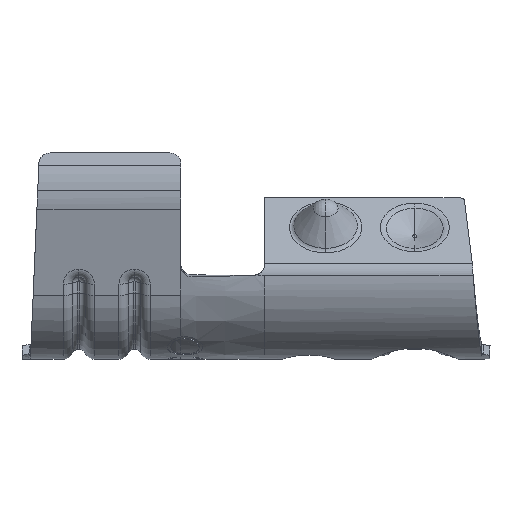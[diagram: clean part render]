
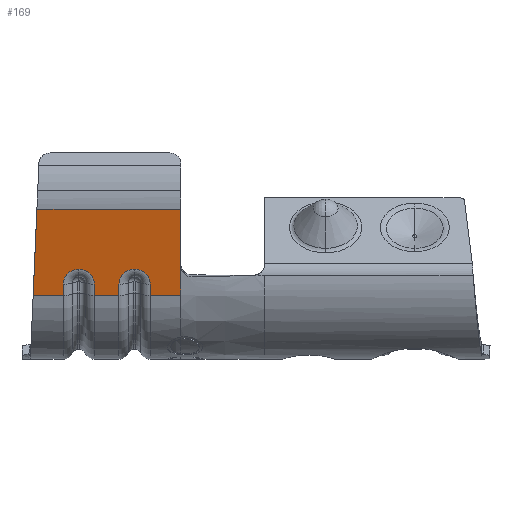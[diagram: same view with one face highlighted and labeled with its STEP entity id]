
A CAD part, top view. The second image highlights one B-rep face of the part: STEP entity #169.
In plain terms, the highlighted planar face has unit normal (0, -0.238, 0.971).
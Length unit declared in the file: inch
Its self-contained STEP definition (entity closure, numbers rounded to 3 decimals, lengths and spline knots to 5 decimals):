
#9 = CIRCLE ( 'NONE', #9153, 0.02796 ) ;
#15 = EDGE_CURVE ( 'NONE', #6521, #8307, #5619, .T. ) ;
#22 = CARTESIAN_POINT ( 'NONE',  ( -0.623, -0.02091, 0.15055 ) ) ;
#153 = EDGE_CURVE ( 'NONE', #7701, #8956, #2675, .T. ) ;
#169 = ADVANCED_FACE ( 'NONE', ( #7876 ), #11944, .F. ) ;
#181 = CARTESIAN_POINT ( 'NONE',  ( -0.54, -0.00846, 0.15359 ) ) ;
#205 = LINE ( 'NONE', #7320, #533 ) ;
#256 = CARTESIAN_POINT ( 'NONE',  ( -0.59504, -0.02091, 0.15055 ) ) ;
#412 = EDGE_CURVE ( 'NONE', #8243, #2249, #12918, .T. ) ;
#473 = DIRECTION ( 'NONE',  ( -1., 0., 0. ) ) ;
#533 = VECTOR ( 'NONE', #11386, 39.37008 ) ;
#807 = ORIENTED_EDGE ( 'NONE', *, *, #7203, .F. ) ;
#893 = ORIENTED_EDGE ( 'NONE', *, *, #10904, .T. ) ;
#1098 = DIRECTION ( 'NONE',  ( -0.042, -0.97, -0.237 ) ) ;
#1200 = VERTEX_POINT ( 'NONE', #10672 ) ;
#1382 = DIRECTION ( 'NONE',  ( 0., 0.971, 0.238 ) ) ;
#1450 = CARTESIAN_POINT ( 'NONE',  ( -0.623, 0.00625, 0.15719 ) ) ;
#1932 = LINE ( 'NONE', #5992, #7122 ) ;
#1995 = CARTESIAN_POINT ( 'NONE',  ( -0.65096, -0.04072, 0.1457 ) ) ;
#2161 = LINE ( 'NONE', #6228, #8310 ) ;
#2249 = VERTEX_POINT ( 'NONE', #4529 ) ;
#2263 = LINE ( 'NONE', #6331, #5013 ) ;
#2449 = ORIENTED_EDGE ( 'NONE', *, *, #12973, .T. ) ;
#2493 = ORIENTED_EDGE ( 'NONE', *, *, #8703, .T. ) ;
#2495 = DIRECTION ( 'NONE',  ( 0., -0.971, -0.238 ) ) ;
#2500 = CIRCLE ( 'NONE', #9953, 0.02796 ) ;
#2546 = AXIS2_PLACEMENT_3D ( 'NONE', #4160, #8204, #12272 ) ;
#2558 = DIRECTION ( 'NONE',  ( -1., 0., 0. ) ) ;
#2675 = CIRCLE ( 'NONE', #9292, 0.02796 ) ;
#2707 = CARTESIAN_POINT ( 'NONE',  ( -0.65096, -0.04072, 0.1457 ) ) ;
#2711 = CARTESIAN_POINT ( 'NONE',  ( -0.623, -0.02091, 0.15055 ) ) ;
#2829 = CARTESIAN_POINT ( 'NONE',  ( -0.54, -0.04072, 0.1457 ) ) ;
#2956 = EDGE_CURVE ( 'NONE', #6521, #8243, #7545, .T. ) ;
#3347 = VERTEX_POINT ( 'NONE', #7835 ) ;
#3545 = VECTOR ( 'NONE', #2495, 39.37008 ) ;
#3597 = ORIENTED_EDGE ( 'NONE', *, *, #5303, .T. ) ;
#3809 = ORIENTED_EDGE ( 'NONE', *, *, #15, .T. ) ;
#3818 = CARTESIAN_POINT ( 'NONE',  ( -0.54, -0.04072, 0.1457 ) ) ;
#3895 = LINE ( 'NONE', #7936, #12278 ) ;
#4069 = EDGE_LOOP ( 'NONE', ( #2449, #10902, #13109, #11787, #4731, #2493, #893, #5186, #5716, #5994, #5924, #3597, #8151, #9197, #3809, #807 ) ) ;
#4081 = EDGE_CURVE ( 'NONE', #11514, #7701, #2500, .T. ) ;
#4092 = DIRECTION ( 'NONE',  ( 0., 0.238, -0.971 ) ) ;
#4160 = CARTESIAN_POINT ( 'NONE',  ( -0.723, -0.02091, 0.15055 ) ) ;
#4199 = EDGE_CURVE ( 'NONE', #10813, #7371, #7610, .T. ) ;
#4203 = AXIS2_PLACEMENT_3D ( 'NONE', #2829, #6884, #10942 ) ;
#4251 = CARTESIAN_POINT ( 'NONE',  ( -0.54, -0.00176, 0.15524 ) ) ;
#4341 = EDGE_CURVE ( 'NONE', #10430, #7098, #3895, .T. ) ;
#4381 = VECTOR ( 'NONE', #6764, 39.37008 ) ;
#4529 = CARTESIAN_POINT ( 'NONE',  ( -0.59504, -0.04072, 0.1457 ) ) ;
#4731 = ORIENTED_EDGE ( 'NONE', *, *, #9045, .T. ) ;
#5013 = VECTOR ( 'NONE', #10388, 39.37008 ) ;
#5053 = EDGE_CURVE ( 'NONE', #7060, #7371, #6155, .T. ) ;
#5084 = VERTEX_POINT ( 'NONE', #5743 ) ;
#5186 = ORIENTED_EDGE ( 'NONE', *, *, #4341, .F. ) ;
#5303 = EDGE_CURVE ( 'NONE', #8956, #2249, #2263, .T. ) ;
#5538 = LINE ( 'NONE', #9589, #7043 ) ;
#5546 = EDGE_CURVE ( 'NONE', #10430, #11514, #11826, .T. ) ;
#5619 = B_SPLINE_CURVE_WITH_KNOTS ( 'NONE', 3,
 ( #181, #4251, #8294, #12356 ),
 .UNSPECIFIED., .F., .F.,
 ( 4, 4 ),
 ( 0., 1. ),
 .UNSPECIFIED. ) ;
#5716 = ORIENTED_EDGE ( 'NONE', *, *, #5546, .T. ) ;
#5743 = CARTESIAN_POINT ( 'NONE',  ( -0.69504, -0.02091, 0.15055 ) ) ;
#5924 = ORIENTED_EDGE ( 'NONE', *, *, #153, .T. ) ;
#5928 = CARTESIAN_POINT ( 'NONE',  ( -0.80501, -0.04072, 0.1457 ) ) ;
#5992 = CARTESIAN_POINT ( 'NONE',  ( -0.75096, -0.04072, 0.1457 ) ) ;
#5994 = ORIENTED_EDGE ( 'NONE', *, *, #4081, .T. ) ;
#6155 = LINE ( 'NONE', #10220, #10784 ) ;
#6173 = CARTESIAN_POINT ( 'NONE',  ( -0.54, 0.01165, 0.15852 ) ) ;
#6228 = CARTESIAN_POINT ( 'NONE',  ( -0.69504, -0.04072, 0.1457 ) ) ;
#6331 = CARTESIAN_POINT ( 'NONE',  ( -0.59504, -0.04072, 0.1457 ) ) ;
#6449 = CARTESIAN_POINT ( 'NONE',  ( -0.723, -0.02091, 0.15055 ) ) ;
#6521 = VERTEX_POINT ( 'NONE', #9405 ) ;
#6764 = DIRECTION ( 'NONE',  ( 0., 0.971, 0.238 ) ) ;
#6769 = DIRECTION ( 'NONE',  ( 0., 0.238, -0.971 ) ) ;
#6884 = DIRECTION ( 'NONE',  ( 0., 0.238, -0.971 ) ) ;
#7034 = CARTESIAN_POINT ( 'NONE',  ( -0.75096, -0.04072, 0.1457 ) ) ;
#7042 = CARTESIAN_POINT ( 'NONE',  ( -0.54, -0.04072, 0.1457 ) ) ;
#7043 = VECTOR ( 'NONE', #473, 39.37008 ) ;
#7060 = VERTEX_POINT ( 'NONE', #7385 ) ;
#7098 = VERTEX_POINT ( 'NONE', #9457 ) ;
#7122 = VECTOR ( 'NONE', #10056, 39.37008 ) ;
#7203 = EDGE_CURVE ( 'NONE', #1200, #8307, #205, .T. ) ;
#7320 = CARTESIAN_POINT ( 'NONE',  ( -0.54, -0.04072, 0.1457 ) ) ;
#7371 = VERTEX_POINT ( 'NONE', #5928 ) ;
#7385 = CARTESIAN_POINT ( 'NONE',  ( -0.79826, 0.11394, 0.18355 ) ) ;
#7408 = EDGE_CURVE ( 'NONE', #10813, #9986, #1932, .T. ) ;
#7545 = LINE ( 'NONE', #11620, #3545 ) ;
#7610 = LINE ( 'NONE', #11682, #10764 ) ;
#7701 = VERTEX_POINT ( 'NONE', #1450 ) ;
#7835 = CARTESIAN_POINT ( 'NONE',  ( -0.723, 0.00625, 0.15719 ) ) ;
#7864 = DIRECTION ( 'NONE',  ( -1., 0., 0. ) ) ;
#7876 = FACE_OUTER_BOUND ( 'NONE', #4069, .T. ) ;
#7936 = CARTESIAN_POINT ( 'NONE',  ( -0.54, -0.04072, 0.1457 ) ) ;
#8151 = ORIENTED_EDGE ( 'NONE', *, *, #412, .F. ) ;
#8204 = DIRECTION ( 'NONE',  ( 0., 0.238, -0.971 ) ) ;
#8243 = VERTEX_POINT ( 'NONE', #7042 ) ;
#8275 = CIRCLE ( 'NONE', #2546, 0.02796 ) ;
#8294 = CARTESIAN_POINT ( 'NONE',  ( -0.54, 0.00495, 0.15688 ) ) ;
#8307 = VERTEX_POINT ( 'NONE', #6173 ) ;
#8310 = VECTOR ( 'NONE', #10287, 39.37008 ) ;
#8703 = EDGE_CURVE ( 'NONE', #3347, #5084, #8275, .T. ) ;
#8956 = VERTEX_POINT ( 'NONE', #256 ) ;
#9045 = EDGE_CURVE ( 'NONE', #9986, #3347, #9, .T. ) ;
#9153 = AXIS2_PLACEMENT_3D ( 'NONE', #6449, #10503, #1382 ) ;
#9197 = ORIENTED_EDGE ( 'NONE', *, *, #2956, .F. ) ;
#9292 = AXIS2_PLACEMENT_3D ( 'NONE', #22, #4092, #9881 ) ;
#9405 = CARTESIAN_POINT ( 'NONE',  ( -0.54, -0.00846, 0.15359 ) ) ;
#9457 = CARTESIAN_POINT ( 'NONE',  ( -0.69504, -0.04072, 0.1457 ) ) ;
#9589 = CARTESIAN_POINT ( 'NONE',  ( -0.54, 0.11394, 0.18355 ) ) ;
#9881 = DIRECTION ( 'NONE',  ( 0., 0.971, 0.238 ) ) ;
#9953 = AXIS2_PLACEMENT_3D ( 'NONE', #2711, #6769, #10830 ) ;
#9986 = VERTEX_POINT ( 'NONE', #12351 ) ;
#10056 = DIRECTION ( 'NONE',  ( 0., 0.971, 0.238 ) ) ;
#10220 = CARTESIAN_POINT ( 'NONE',  ( -0.80453, -0.02982, 0.14837 ) ) ;
#10287 = DIRECTION ( 'NONE',  ( 0., -0.971, -0.238 ) ) ;
#10388 = DIRECTION ( 'NONE',  ( 0., -0.971, -0.238 ) ) ;
#10430 = VERTEX_POINT ( 'NONE', #1995 ) ;
#10437 = CARTESIAN_POINT ( 'NONE',  ( -0.65096, -0.02091, 0.15055 ) ) ;
#10503 = DIRECTION ( 'NONE',  ( 0., 0.238, -0.971 ) ) ;
#10672 = CARTESIAN_POINT ( 'NONE',  ( -0.54, 0.11394, 0.18355 ) ) ;
#10764 = VECTOR ( 'NONE', #2558, 39.37008 ) ;
#10784 = VECTOR ( 'NONE', #1098, 39.37008 ) ;
#10813 = VERTEX_POINT ( 'NONE', #7034 ) ;
#10830 = DIRECTION ( 'NONE',  ( 0., 0.971, 0.238 ) ) ;
#10902 = ORIENTED_EDGE ( 'NONE', *, *, #5053, .T. ) ;
#10904 = EDGE_CURVE ( 'NONE', #5084, #7098, #2161, .T. ) ;
#10942 = DIRECTION ( 'NONE',  ( 0., 0.971, 0.238 ) ) ;
#11386 = DIRECTION ( 'NONE',  ( 0., -0.971, -0.238 ) ) ;
#11514 = VERTEX_POINT ( 'NONE', #10437 ) ;
#11620 = CARTESIAN_POINT ( 'NONE',  ( -0.54, -0.00846, 0.15359 ) ) ;
#11682 = CARTESIAN_POINT ( 'NONE',  ( -0.54, -0.04072, 0.1457 ) ) ;
#11787 = ORIENTED_EDGE ( 'NONE', *, *, #7408, .T. ) ;
#11826 = LINE ( 'NONE', #2707, #4381 ) ;
#11944 = PLANE ( 'NONE',  #4203 ) ;
#12006 = DIRECTION ( 'NONE',  ( -1., 0., 0. ) ) ;
#12272 = DIRECTION ( 'NONE',  ( 0., 0.971, 0.238 ) ) ;
#12278 = VECTOR ( 'NONE', #12006, 39.37008 ) ;
#12351 = CARTESIAN_POINT ( 'NONE',  ( -0.75096, -0.02091, 0.15055 ) ) ;
#12356 = CARTESIAN_POINT ( 'NONE',  ( -0.54, 0.01165, 0.15852 ) ) ;
#12825 = VECTOR ( 'NONE', #7864, 39.37008 ) ;
#12918 = LINE ( 'NONE', #3818, #12825 ) ;
#12973 = EDGE_CURVE ( 'NONE', #1200, #7060, #5538, .T. ) ;
#13109 = ORIENTED_EDGE ( 'NONE', *, *, #4199, .F. ) ;
